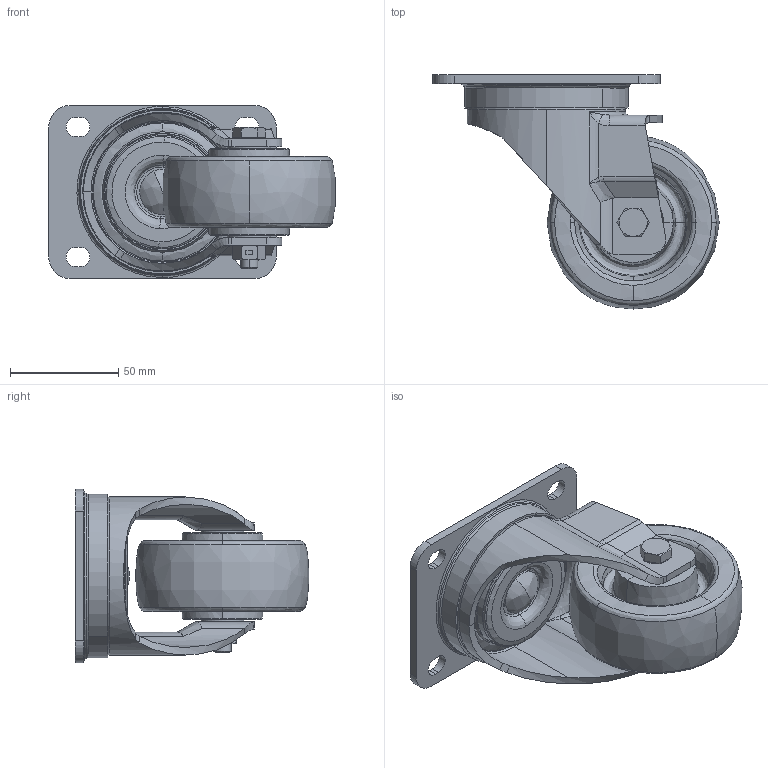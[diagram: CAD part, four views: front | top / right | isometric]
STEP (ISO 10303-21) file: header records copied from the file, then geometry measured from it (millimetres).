
FILE_DESCRIPTION (( 'STEP AP214' ), '1' );
FILE_NAME ('0020317_L-IM-TPKH-080-K-3.STEP', '2016-11-07T10:22:36', ( '' ), ( '' ), 'SwSTEP 2.0', 'SolidWorks 2016', '' );
FILE_SCHEMA (( 'AUTOMOTIVE_DESIGN' ));
Length unit declared in the file: millimetre
Products named in the file (1): 0020317_L-IM-TPKH-080-K-3
Bounding box: 132.25 x 107.99 x 80 mm (x, y, z)
Surface area: 102408.7 mm2 (no closed solid volume)
Topology: 0 solids, 22 shells, 729 faces, 1788 edges, 1122 vertices
Faces by surface type: plane 323, cylinder 164, bspline 130, cone 98, torus 14
Entity records: 35052 total; most frequent: CARTESIAN_POINT 10045, ORIENTED_EDGE 3520, DIRECTION 3475, EDGE_CURVE 1780, AXIS2_PLACEMENT_3D 1257, VERTEX_POINT 1122, LINE 961, VECTOR 961
